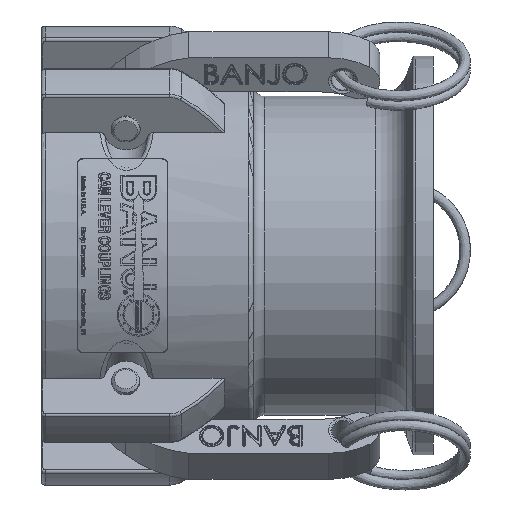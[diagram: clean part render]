
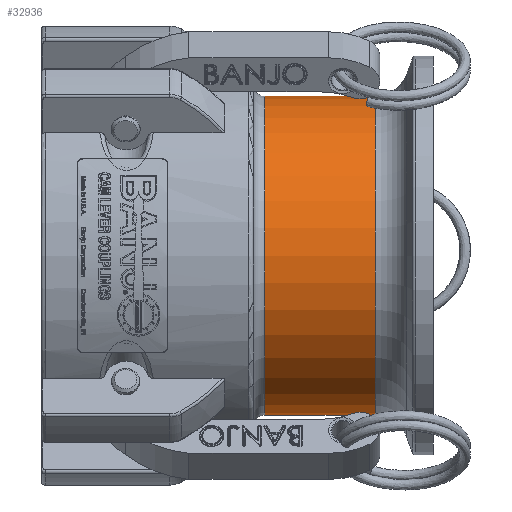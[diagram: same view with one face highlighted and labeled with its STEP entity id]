
A CAD part, front view. The second image highlights one B-rep face of the part: STEP entity #32936.
In plain terms, the highlighted cylindrical face has radius 45.085 mm (diameter 90.17 mm), a full revolution.
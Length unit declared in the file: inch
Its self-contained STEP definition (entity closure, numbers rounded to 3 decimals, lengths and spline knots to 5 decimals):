
#5147=FACE_OUTER_BOUND('',#7150,.T.);
#7150=EDGE_LOOP('',(#23230,#23231,#23232,#23233,#23234,#23235,#23236,#23237));
#9248=LINE('',#51157,#11205);
#11205=VECTOR('',#38110,1.775);
#13211=CIRCLE('',#35238,1.775);
#13212=CIRCLE('',#35239,1.775);
#13213=CIRCLE('',#35240,1.775);
#13214=CIRCLE('',#35242,1.775);
#13215=CIRCLE('',#35243,1.775);
#13216=CIRCLE('',#35244,1.775);
#14409=VERTEX_POINT('',#51144);
#14410=VERTEX_POINT('',#51146);
#14411=VERTEX_POINT('',#51148);
#14412=VERTEX_POINT('',#51152);
#14413=VERTEX_POINT('',#51153);
#14414=VERTEX_POINT('',#51155);
#17791=EDGE_CURVE('',#14409,#14410,#13211,.T.);
#17792=EDGE_CURVE('',#14410,#14411,#13212,.T.);
#17793=EDGE_CURVE('',#14411,#14409,#13213,.T.);
#17794=EDGE_CURVE('',#14412,#14413,#13214,.T.);
#17795=EDGE_CURVE('',#14414,#14412,#13215,.T.);
#17796=EDGE_CURVE('',#14414,#14411,#9248,.T.);
#17797=EDGE_CURVE('',#14413,#14414,#13216,.T.);
#23230=ORIENTED_EDGE('',*,*,#17794,.F.);
#23231=ORIENTED_EDGE('',*,*,#17795,.F.);
#23232=ORIENTED_EDGE('',*,*,#17796,.T.);
#23233=ORIENTED_EDGE('',*,*,#17792,.F.);
#23234=ORIENTED_EDGE('',*,*,#17791,.F.);
#23235=ORIENTED_EDGE('',*,*,#17793,.F.);
#23236=ORIENTED_EDGE('',*,*,#17796,.F.);
#23237=ORIENTED_EDGE('',*,*,#17797,.F.);
#32420=CYLINDRICAL_SURFACE('',#35241,1.775);
#32936=ADVANCED_FACE('',(#5147),#32420,.T.);
#35238=AXIS2_PLACEMENT_3D('',#51147,#38098,#38099);
#35239=AXIS2_PLACEMENT_3D('',#51149,#38100,#38101);
#35240=AXIS2_PLACEMENT_3D('',#51150,#38102,#38103);
#35241=AXIS2_PLACEMENT_3D('',#51151,#38104,#38105);
#35242=AXIS2_PLACEMENT_3D('',#51154,#38106,#38107);
#35243=AXIS2_PLACEMENT_3D('',#51156,#38108,#38109);
#35244=AXIS2_PLACEMENT_3D('',#51158,#38111,#38112);
#38098=DIRECTION('center_axis',(-1.,0.,0.));
#38099=DIRECTION('ref_axis',(0.,-1.,0.));
#38100=DIRECTION('center_axis',(-1.,0.,0.));
#38101=DIRECTION('ref_axis',(0.,-1.,0.));
#38102=DIRECTION('center_axis',(-1.,0.,0.));
#38103=DIRECTION('ref_axis',(0.,-1.,0.));
#38104=DIRECTION('center_axis',(1.,0.,0.));
#38105=DIRECTION('ref_axis',(0.,1.,0.));
#38106=DIRECTION('center_axis',(1.,0.,0.));
#38107=DIRECTION('ref_axis',(0.,1.,0.));
#38108=DIRECTION('center_axis',(1.,0.,0.));
#38109=DIRECTION('ref_axis',(0.,1.,0.));
#38110=DIRECTION('',(-1.,0.,0.));
#38111=DIRECTION('center_axis',(1.,0.,0.));
#38112=DIRECTION('ref_axis',(0.,1.,0.));
#51144=CARTESIAN_POINT('',(2.5,0.,1.775));
#51146=CARTESIAN_POINT('',(2.5,1.775,0.));
#51147=CARTESIAN_POINT('Origin',(2.5,0.,0.));
#51148=CARTESIAN_POINT('',(2.5,-1.775,0.));
#51149=CARTESIAN_POINT('Origin',(2.5,0.,0.));
#51150=CARTESIAN_POINT('Origin',(2.5,0.,0.));
#51151=CARTESIAN_POINT('Origin',(3.05173,0.,0.));
#51152=CARTESIAN_POINT('',(3.72846,1.775,0.));
#51153=CARTESIAN_POINT('',(3.72846,0.,1.775));
#51154=CARTESIAN_POINT('Origin',(3.72846,0.,0.));
#51155=CARTESIAN_POINT('',(3.72846,-1.775,0.));
#51156=CARTESIAN_POINT('Origin',(3.72846,0.,0.));
#51157=CARTESIAN_POINT('',(3.05173,-1.775,0.));
#51158=CARTESIAN_POINT('Origin',(3.72846,0.,0.));
